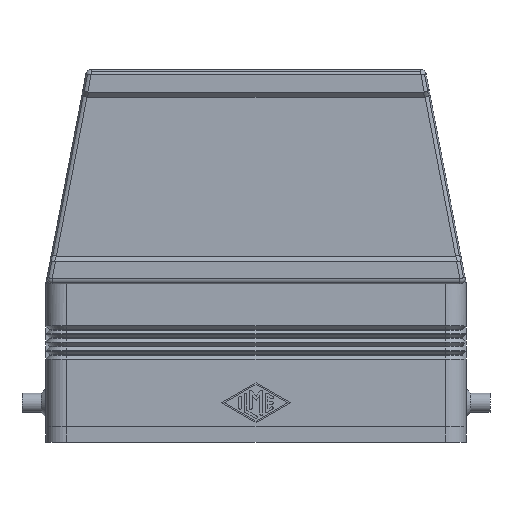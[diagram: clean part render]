
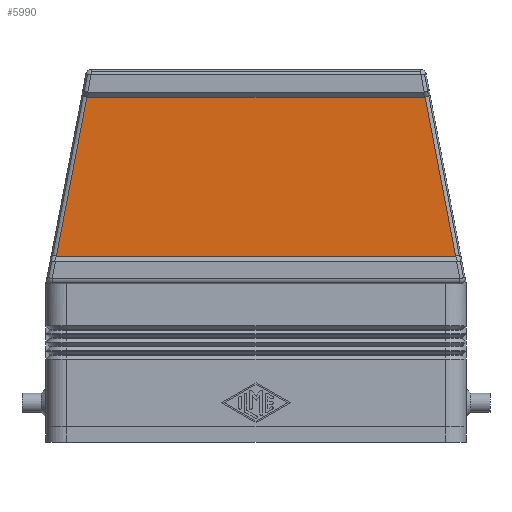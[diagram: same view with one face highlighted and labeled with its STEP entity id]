
A CAD part, front view. The second image highlights one B-rep face of the part: STEP entity #5990.
In plain terms, the highlighted planar face has unit normal (0, -1, 0).
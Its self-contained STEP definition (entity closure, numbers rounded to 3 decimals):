
#663=CARTESIAN_POINT('',(-31.984,-17.,65.263));
#664=VERTEX_POINT('',#663);
#672=CARTESIAN_POINT('',(-31.851,-17.,65.25));
#673=VERTEX_POINT('',#672);
#674=CARTESIAN_POINT('',(-31.716,-17.,66.664));
#675=DIRECTION('',(0.0,-1.0,0.0));
#676=DIRECTION('',(-0.188,0.0,-0.982));
#677=AXIS2_PLACEMENT_3D('',#674,#675,#676);
#678=ELLIPSE('',#677,1.427,1.0);
#679=EDGE_CURVE('',#664,#673,#678,.T.);
#1185=CARTESIAN_POINT('',(31.851,-17.,65.25));
#1186=VERTEX_POINT('',#1185);
#1193=CARTESIAN_POINT('',(31.984,-17.,65.263));
#1194=VERTEX_POINT('',#1193);
#1195=CARTESIAN_POINT('',(31.716,-17.,66.664));
#1196=DIRECTION('',(0.0,-1.0,0.0));
#1197=DIRECTION('',(0.188,0.0,-0.982));
#1198=AXIS2_PLACEMENT_3D('',#1195,#1196,#1197);
#1199=ELLIPSE('',#1198,1.427,1.);
#1200=EDGE_CURVE('',#1186,#1194,#1199,.T.);
#1335=CARTESIAN_POINT('',(37.727,-17.,35.25));
#1336=VERTEX_POINT('',#1335);
#1337=CARTESIAN_POINT('',(31.984,-17.,65.263));
#1338=DIRECTION('',(0.188,0.0,-0.982));
#1339=VECTOR('',#1338,30.557);
#1340=LINE('',#1337,#1339);
#1341=EDGE_CURVE('',#1194,#1336,#1340,.T.);
#1426=CARTESIAN_POINT('',(-37.727,-17.,35.25));
#1427=VERTEX_POINT('',#1426);
#1435=CARTESIAN_POINT('',(-37.727,-17.,35.25));
#1436=DIRECTION('',(0.188,0.0,0.982));
#1437=VECTOR('',#1436,30.557);
#1438=LINE('',#1435,#1437);
#1439=EDGE_CURVE('',#1427,#664,#1438,.T.);
#5954=CARTESIAN_POINT('',(37.727,-17.,35.25));
#5955=DIRECTION('',(-1.0,0.0,0.0));
#5956=VECTOR('',#5955,75.454);
#5957=LINE('',#5954,#5956);
#5958=EDGE_CURVE('',#1336,#1427,#5957,.T.);
#5972=CARTESIAN_POINT('',(0.0,-17.,35.25));
#5973=DIRECTION('',(0.0,1.0,0.0));
#5974=DIRECTION('',(0.0,0.0,1.0));
#5975=AXIS2_PLACEMENT_3D('',#5972,#5973,#5974);
#5976=PLANE('',#5975);
#5977=ORIENTED_EDGE('',*,*,#1341,.F.);
#5978=ORIENTED_EDGE('',*,*,#1200,.F.);
#5979=CARTESIAN_POINT('',(31.851,-17.,65.25));
#5980=DIRECTION('',(-1.0,0.0,0.0));
#5981=VECTOR('',#5980,63.702);
#5982=LINE('',#5979,#5981);
#5983=EDGE_CURVE('',#1186,#673,#5982,.T.);
#5984=ORIENTED_EDGE('',*,*,#5983,.T.);
#5985=ORIENTED_EDGE('',*,*,#679,.F.);
#5986=ORIENTED_EDGE('',*,*,#1439,.F.);
#5987=ORIENTED_EDGE('',*,*,#5958,.F.);
#5988=EDGE_LOOP('',(#5977,#5978,#5984,#5985,#5986,#5987));
#5989=FACE_OUTER_BOUND('',#5988,.T.);
#5990=ADVANCED_FACE('',(#5989),#5976,.F.);
